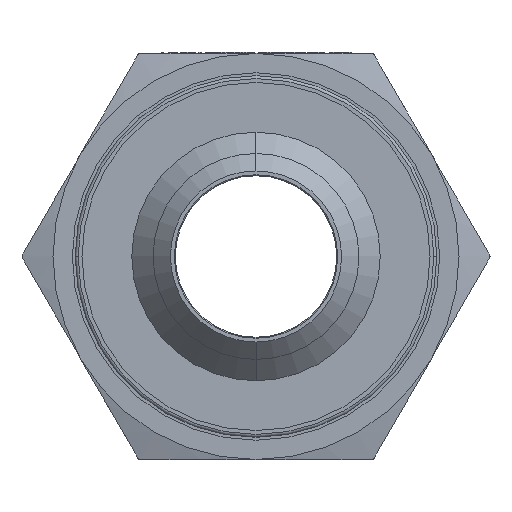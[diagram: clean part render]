
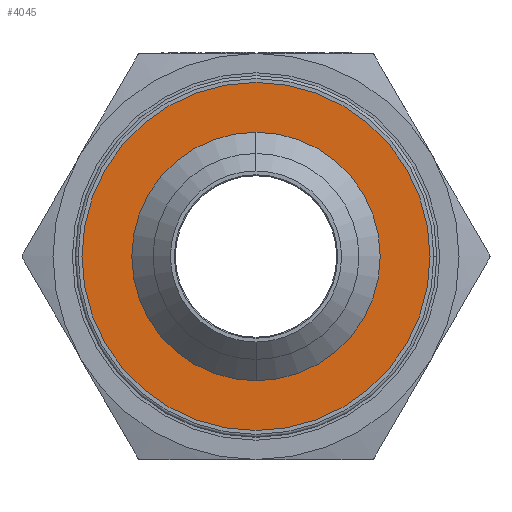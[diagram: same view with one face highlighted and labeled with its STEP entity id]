
A CAD part, left-side view. The second image highlights one B-rep face of the part: STEP entity #4045.
In plain terms, the highlighted planar face has unit normal (-1, 0, 0).
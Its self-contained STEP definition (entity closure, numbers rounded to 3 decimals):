
#19 = ORIENTED_EDGE ( 'NONE', *, *, #5438, .T. ) ;
#149 = EDGE_CURVE ( 'NONE', #8268, #6911, #11269, .T. ) ;
#197 = EDGE_LOOP ( 'NONE', ( #19, #10849 ) ) ;
#347 = DIRECTION ( 'NONE',  ( 1., 0., 0. ) ) ;
#475 = ORIENTED_EDGE ( 'NONE', *, *, #12126, .T. ) ;
#700 = DIRECTION ( 'NONE',  ( 0., 1., 0. ) ) ;
#1258 = DIRECTION ( 'NONE',  ( 1., 0., 0. ) ) ;
#1350 = DIRECTION ( 'NONE',  ( -1., 0., 0. ) ) ;
#2287 = FACE_OUTER_BOUND ( 'NONE', #10094, .T. ) ;
#3769 = CARTESIAN_POINT ( 'NONE',  ( -8.8, 0., 0. ) ) ;
#4045 = ADVANCED_FACE ( 'NONE', ( #4598, #2287 ), #4062, .F. ) ;
#4062 = PLANE ( 'NONE',  #13685 ) ;
#4245 = AXIS2_PLACEMENT_3D ( 'NONE', #10359, #13775, #4730 ) ;
#4598 = FACE_BOUND ( 'NONE', #197, .T. ) ;
#4730 = DIRECTION ( 'NONE',  ( 0., 0., 1. ) ) ;
#5438 = EDGE_CURVE ( 'NONE', #6911, #8268, #13811, .T. ) ;
#6066 = ORIENTED_EDGE ( 'NONE', *, *, #9293, .T. ) ;
#6911 = VERTEX_POINT ( 'NONE', #8515 ) ;
#7083 = CARTESIAN_POINT ( 'NONE',  ( -8.8, 0., 0. ) ) ;
#7235 = AXIS2_PLACEMENT_3D ( 'NONE', #3769, #1350, #9244 ) ;
#8268 = VERTEX_POINT ( 'NONE', #9011 ) ;
#8472 = CARTESIAN_POINT ( 'NONE',  ( -8.8, 0., 18. ) ) ;
#8515 = CARTESIAN_POINT ( 'NONE',  ( -8.8, 0., 12.85 ) ) ;
#9011 = CARTESIAN_POINT ( 'NONE',  ( -8.8, 0., -12.85 ) ) ;
#9129 = AXIS2_PLACEMENT_3D ( 'NONE', #7083, #347, #10499 ) ;
#9244 = DIRECTION ( 'NONE',  ( 0., 0., 1. ) ) ;
#9293 = EDGE_CURVE ( 'NONE', #10778, #14330, #9725, .T. ) ;
#9725 = CIRCLE ( 'NONE', #7235, 18. ) ;
#10094 = EDGE_LOOP ( 'NONE', ( #6066, #475 ) ) ;
#10234 = AXIS2_PLACEMENT_3D ( 'NONE', #12593, #1258, #12549 ) ;
#10359 = CARTESIAN_POINT ( 'NONE',  ( -8.8, 0., 0. ) ) ;
#10499 = DIRECTION ( 'NONE',  ( 0., 0., 1. ) ) ;
#10778 = VERTEX_POINT ( 'NONE', #8472 ) ;
#10849 = ORIENTED_EDGE ( 'NONE', *, *, #149, .T. ) ;
#11269 = CIRCLE ( 'NONE', #9129, 12.85 ) ;
#11927 = CIRCLE ( 'NONE', #4245, 18. ) ;
#11949 = CARTESIAN_POINT ( 'NONE',  ( -8.8, 0., 0. ) ) ;
#12126 = EDGE_CURVE ( 'NONE', #14330, #10778, #11927, .T. ) ;
#12549 = DIRECTION ( 'NONE',  ( 0., 0., 1. ) ) ;
#12593 = CARTESIAN_POINT ( 'NONE',  ( -8.8, 0., 0. ) ) ;
#13685 = AXIS2_PLACEMENT_3D ( 'NONE', #11949, #14193, #700 ) ;
#13775 = DIRECTION ( 'NONE',  ( -1., 0., 0. ) ) ;
#13811 = CIRCLE ( 'NONE', #10234, 12.85 ) ;
#14193 = DIRECTION ( 'NONE',  ( 1., 0., 0. ) ) ;
#14276 = CARTESIAN_POINT ( 'NONE',  ( -8.8, 0., -18. ) ) ;
#14330 = VERTEX_POINT ( 'NONE', #14276 ) ;
